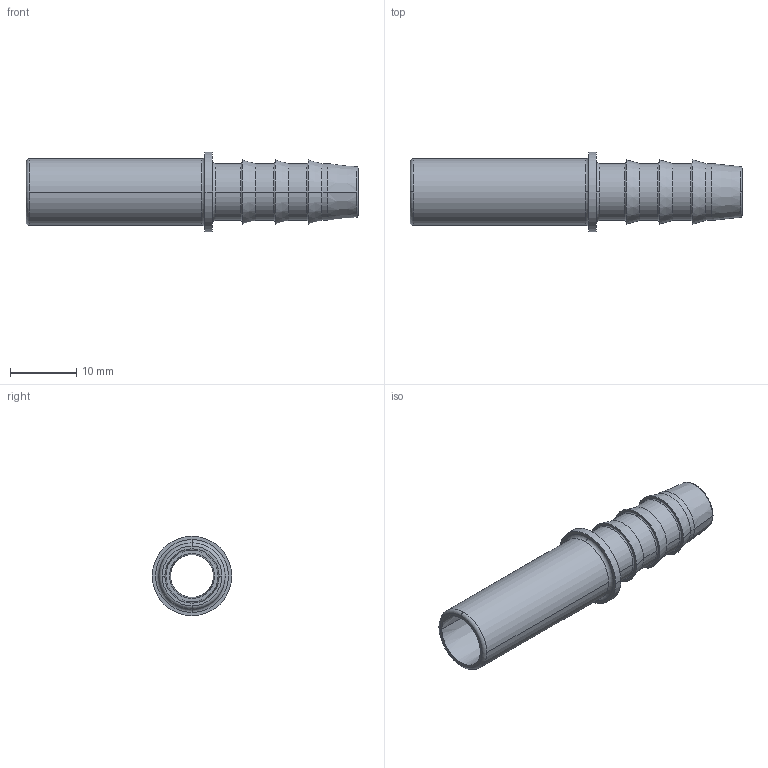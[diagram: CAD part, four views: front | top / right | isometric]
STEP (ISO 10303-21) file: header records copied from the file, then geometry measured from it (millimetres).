
FILE_DESCRIPTION(('STEP AP214'),'1');
FILE_NAME('3122_10_08.stp','2016-07-07T14:58:06',('TraceParts'),('TraceParts S.A.'),'Spatial InterOp 3D',' ',' ');
FILE_SCHEMA(('automotive_design'));
Length unit declared in the file: millimetre
Products named in the file (1): 1
Bounding box: 50.1 x 12 x 12 mm (x, y, z)
Volume: 1366 mm3; surface area: 2819.4 mm2
Topology: 1 solids, 1 shells, 47 faces, 116 edges, 76 vertices
Faces by surface type: torus 14, cone 14, cylinder 12, plane 7
Entity records: 1467 total; most frequent: DIRECTION 302, CARTESIAN_POINT 240, ORIENTED_EDGE 232, AXIS2_PLACEMENT_3D 138, EDGE_CURVE 116, CIRCLE 90, VERTEX_POINT 76, EDGE_LOOP 54
